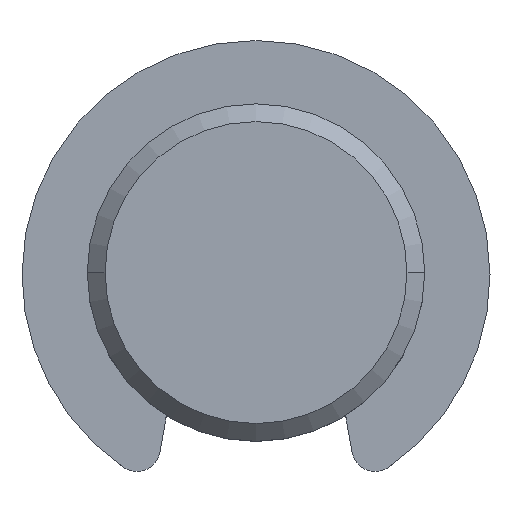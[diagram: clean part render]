
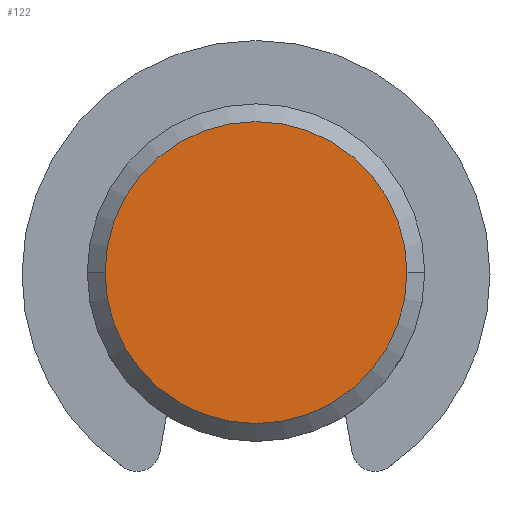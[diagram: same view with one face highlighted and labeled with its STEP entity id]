
A CAD part, top view. The second image highlights one B-rep face of the part: STEP entity #122.
In plain terms, the highlighted planar face has unit normal (0, 0, 1).
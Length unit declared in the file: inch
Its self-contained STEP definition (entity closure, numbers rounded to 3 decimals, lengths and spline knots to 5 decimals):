
#8 = CIRCLE ( 'NONE', #753, 0.17 ) ;
#122 = ADVANCED_FACE ( 'NONE', ( #618 ), #929, .T. ) ;
#159 = EDGE_CURVE ( 'NONE', #488, #463, #679, .T. ) ;
#171 = AXIS2_PLACEMENT_3D ( 'NONE', #954, #944, #943 ) ;
#208 = AXIS2_PLACEMENT_3D ( 'NONE', #847, #843, #842 ) ;
#296 = CARTESIAN_POINT ( 'NONE',  ( -0.17, 0., 0.725 ) ) ;
#300 = CARTESIAN_POINT ( 'NONE',  ( 0.17, 0., 0.725 ) ) ;
#411 = EDGE_CURVE ( 'NONE', #463, #488, #8, .T. ) ;
#463 = VERTEX_POINT ( 'NONE', #296 ) ;
#488 = VERTEX_POINT ( 'NONE', #300 ) ;
#514 = EDGE_LOOP ( 'NONE', ( #1008, #1019 ) ) ;
#618 = FACE_OUTER_BOUND ( 'NONE', #514, .T. ) ;
#679 = CIRCLE ( 'NONE', #208, 0.17 ) ;
#753 = AXIS2_PLACEMENT_3D ( 'NONE', #1137, #1136, #1135 ) ;
#842 = DIRECTION ( 'NONE',  ( 1., 0., 0. ) ) ;
#843 = DIRECTION ( 'NONE',  ( 0., 0., 1. ) ) ;
#847 = CARTESIAN_POINT ( 'NONE',  ( 0., 0., 0.725 ) ) ;
#929 = PLANE ( 'NONE',  #171 ) ;
#943 = DIRECTION ( 'NONE',  ( 1., 0., 0. ) ) ;
#944 = DIRECTION ( 'NONE',  ( 0., 0., 1. ) ) ;
#954 = CARTESIAN_POINT ( 'NONE',  ( 0., 0., 0.725 ) ) ;
#1008 = ORIENTED_EDGE ( 'NONE', *, *, #411, .T. ) ;
#1019 = ORIENTED_EDGE ( 'NONE', *, *, #159, .T. ) ;
#1135 = DIRECTION ( 'NONE',  ( 1., 0., 0. ) ) ;
#1136 = DIRECTION ( 'NONE',  ( 0., 0., 1. ) ) ;
#1137 = CARTESIAN_POINT ( 'NONE',  ( 0., 0., 0.725 ) ) ;
